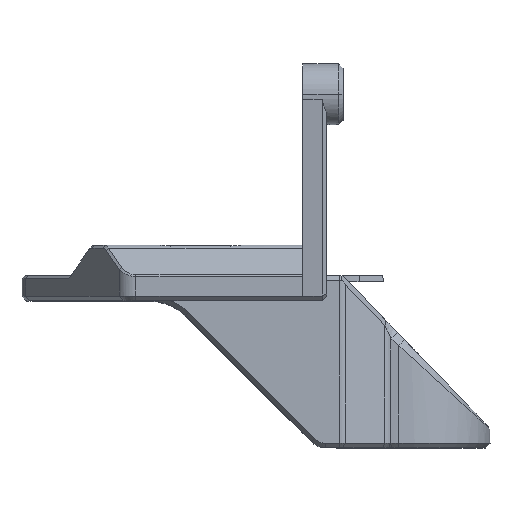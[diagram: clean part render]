
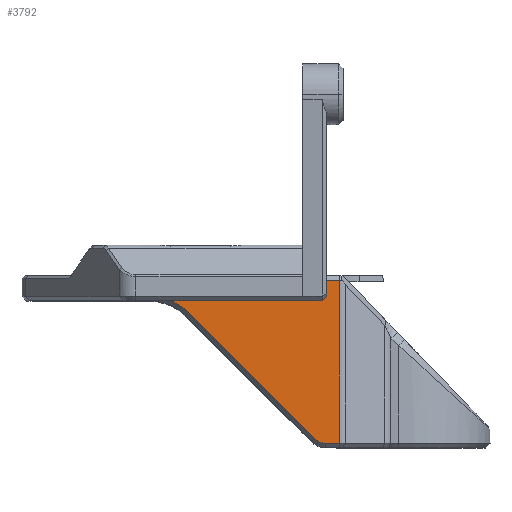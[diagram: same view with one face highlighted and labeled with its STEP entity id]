
A CAD part, top view. The second image highlights one B-rep face of the part: STEP entity #3792.
In plain terms, the highlighted planar face has unit normal (0, 0, 1).
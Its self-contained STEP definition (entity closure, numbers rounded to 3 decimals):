
#50 = LINE ( 'NONE', #10378, #7235 ) ;
#56 = EDGE_CURVE ( 'NONE', #7633, #14160, #50, .T. ) ;
#503 = DIRECTION ( 'NONE',  ( 0., 0., 1. ) ) ;
#518 = CARTESIAN_POINT ( 'NONE',  ( 43.936, -37.25, 42.633 ) ) ;
#557 = CARTESIAN_POINT ( 'NONE',  ( 29.815, -37.043, 42.633 ) ) ;
#1067 = LINE ( 'NONE', #5361, #12113 ) ;
#1129 = LINE ( 'NONE', #17549, #8339 ) ;
#1440 = CARTESIAN_POINT ( 'NONE',  ( 44.386, -35.25, 42.633 ) ) ;
#1846 = CARTESIAN_POINT ( 'NONE',  ( 29.075, -34.75, 42.633 ) ) ;
#2295 = CARTESIAN_POINT ( 'NONE',  ( 29.514, -36.893, 42.633 ) ) ;
#2475 = VECTOR ( 'NONE', #6739, 1000. ) ;
#2569 = ORIENTED_EDGE ( 'NONE', *, *, #18552, .T. ) ;
#3228 = CARTESIAN_POINT ( 'NONE',  ( 44.265, -51.3, 42.633 ) ) ;
#3398 = VERTEX_POINT ( 'NONE', #6628 ) ;
#3508 = ORIENTED_EDGE ( 'NONE', *, *, #16787, .T. ) ;
#3518 = CARTESIAN_POINT ( 'NONE',  ( 18.486, -35.25, 42.633 ) ) ;
#3535 = ORIENTED_EDGE ( 'NONE', *, *, #15111, .T. ) ;
#3749 = EDGE_CURVE ( 'NONE', #3755, #9299, #7101, .T. ) ;
#3755 = VERTEX_POINT ( 'NONE', #1846 ) ;
#3762 = CARTESIAN_POINT ( 'NONE',  ( 29.715, -36.986, 42.633 ) ) ;
#3792 = ADVANCED_FACE ( 'NONE', ( #17889 ), #4779, .T. ) ;
#3987 = EDGE_CURVE ( 'NONE', #9299, #18335, #15053, .T. ) ;
#4388 = CARTESIAN_POINT ( 'NONE',  ( 18.486, -51.3, 42.633 ) ) ;
#4414 = LINE ( 'NONE', #9191, #19158 ) ;
#4423 = CARTESIAN_POINT ( 'NONE',  ( 29.884, -37.087, 42.633 ) ) ;
#4654 = VECTOR ( 'NONE', #7510, 1000. ) ;
#4662 = LINE ( 'NONE', #13582, #4654 ) ;
#4779 = PLANE ( 'NONE',  #7658 ) ;
#5017 = CARTESIAN_POINT ( 'NONE',  ( 25.016, -34.75, 42.633 ) ) ;
#5077 = VERTEX_POINT ( 'NONE', #16752 ) ;
#5083 = CARTESIAN_POINT ( 'NONE',  ( 44.265, -49.75, 42.633 ) ) ;
#5361 = CARTESIAN_POINT ( 'NONE',  ( 18.486, -36.8, 42.633 ) ) ;
#5554 = VECTOR ( 'NONE', #15583, 1000. ) ;
#5581 = VERTEX_POINT ( 'NONE', #3228 ) ;
#5623 = EDGE_CURVE ( 'NONE', #3398, #14326, #4414, .T. ) ;
#5774 = VECTOR ( 'NONE', #15523, 1000. ) ;
#5946 = LINE ( 'NONE', #4388, #14220 ) ;
#6064 = VERTEX_POINT ( 'NONE', #1440 ) ;
#6212 = VERTEX_POINT ( 'NONE', #13574 ) ;
#6249 = CARTESIAN_POINT ( 'NONE',  ( 25.016, -51.75, 42.633 ) ) ;
#6311 = CARTESIAN_POINT ( 'NONE',  ( 29.509, -36.89, 42.633 ) ) ;
#6351 = EDGE_CURVE ( 'NONE', #13305, #10256, #1129, .T. ) ;
#6431 = VECTOR ( 'NONE', #12157, 1000. ) ;
#6628 = CARTESIAN_POINT ( 'NONE',  ( 44.386, -36.8, 42.633 ) ) ;
#6701 = CARTESIAN_POINT ( 'NONE',  ( 29.552, -36.908, 42.633 ) ) ;
#6715 = AXIS2_PLACEMENT_3D ( 'NONE', #5083, #503, #12262 ) ;
#6739 = DIRECTION ( 'NONE',  ( 0.707, -0.707, 0. ) ) ;
#6894 = ORIENTED_EDGE ( 'NONE', *, *, #7818, .F. ) ;
#7101 = LINE ( 'NONE', #9647, #5774 ) ;
#7235 = VECTOR ( 'NONE', #18913, 1000. ) ;
#7335 = EDGE_LOOP ( 'NONE', ( #17081, #15522, #3508, #15300, #10966, #10252, #7536, #8191, #3535, #2569, #11746, #16953, #9083, #6894, #12124 ) ) ;
#7454 = CIRCLE ( 'NONE', #9308, 5.45 ) ;
#7510 = DIRECTION ( 'NONE',  ( 0., 1., 0. ) ) ;
#7526 = CARTESIAN_POINT ( 'NONE',  ( 25.016, -36.8, 42.633 ) ) ;
#7536 = ORIENTED_EDGE ( 'NONE', *, *, #15086, .T. ) ;
#7633 = VERTEX_POINT ( 'NONE', #12018 ) ;
#7658 = AXIS2_PLACEMENT_3D ( 'NONE', #7724, #13604, #9075 ) ;
#7724 = CARTESIAN_POINT ( 'NONE',  ( 18.486, -51.75, 42.633 ) ) ;
#7818 = EDGE_CURVE ( 'NONE', #3398, #6064, #17056, .T. ) ;
#7880 = CARTESIAN_POINT ( 'NONE',  ( 29.605, -36.932, 42.633 ) ) ;
#7979 = CARTESIAN_POINT ( 'NONE',  ( 29.884, -37.087, 42.633 ) ) ;
#8081 = CARTESIAN_POINT ( 'NONE',  ( 29.353, -36.829, 42.633 ) ) ;
#8191 = ORIENTED_EDGE ( 'NONE', *, *, #13122, .T. ) ;
#8339 = VECTOR ( 'NONE', #14714, 1000. ) ;
#8765 = CARTESIAN_POINT ( 'NONE',  ( 17.486, -37.25, 42.633 ) ) ;
#9075 = DIRECTION ( 'NONE',  ( 1., 0., 0. ) ) ;
#9083 = ORIENTED_EDGE ( 'NONE', *, *, #18708, .F. ) ;
#9191 = CARTESIAN_POINT ( 'NONE',  ( 44.386, -36.8, 42.633 ) ) ;
#9299 = VERTEX_POINT ( 'NONE', #5017 ) ;
#9308 = AXIS2_PLACEMENT_3D ( 'NONE', #15699, #10110, #15990 ) ;
#9647 = CARTESIAN_POINT ( 'NONE',  ( 17.486, -34.75, 42.633 ) ) ;
#9901 = VERTEX_POINT ( 'NONE', #14697 ) ;
#10110 = DIRECTION ( 'NONE',  ( 0., 0., -1. ) ) ;
#10252 = ORIENTED_EDGE ( 'NONE', *, *, #3987, .T. ) ;
#10256 = VERTEX_POINT ( 'NONE', #13035 ) ;
#10335 = DIRECTION ( 'NONE',  ( 1., 0., 0. ) ) ;
#10378 = CARTESIAN_POINT ( 'NONE',  ( 18.005, -29.615, 42.633 ) ) ;
#10426 = CIRCLE ( 'NONE', #6715, 1.55 ) ;
#10822 = DIRECTION ( 'NONE',  ( 1., 0., 0. ) ) ;
#10966 = ORIENTED_EDGE ( 'NONE', *, *, #3749, .T. ) ;
#11091 = EDGE_CURVE ( 'NONE', #7633, #14326, #17758, .T. ) ;
#11102 = LINE ( 'NONE', #13017, #2475 ) ;
#11746 = ORIENTED_EDGE ( 'NONE', *, *, #12386, .T. ) ;
#12018 = CARTESIAN_POINT ( 'NONE',  ( 30.145, -37.25, 42.633 ) ) ;
#12020 = CARTESIAN_POINT ( 'NONE',  ( 45.678, -51.3, 42.633 ) ) ;
#12102 = VECTOR ( 'NONE', #17857, 1000. ) ;
#12113 = VECTOR ( 'NONE', #18857, 1000. ) ;
#12124 = ORIENTED_EDGE ( 'NONE', *, *, #5623, .T. ) ;
#12157 = DIRECTION ( 'NONE',  ( 0., -1., 0. ) ) ;
#12262 = DIRECTION ( 'NONE',  ( 1., 0., 0. ) ) ;
#12386 = EDGE_CURVE ( 'NONE', #5581, #13305, #5946, .T. ) ;
#13017 = CARTESIAN_POINT ( 'NONE',  ( 31.279, -38.957, 42.633 ) ) ;
#13035 = CARTESIAN_POINT ( 'NONE',  ( 45.678, -35.25, 42.633 ) ) ;
#13122 = EDGE_CURVE ( 'NONE', #18090, #5077, #7454, .T. ) ;
#13305 = VERTEX_POINT ( 'NONE', #12020 ) ;
#13574 = CARTESIAN_POINT ( 'NONE',  ( 43.169, -50.846, 42.633 ) ) ;
#13582 = CARTESIAN_POINT ( 'NONE',  ( 29.075, -51.75, 42.633 ) ) ;
#13604 = DIRECTION ( 'NONE',  ( 0., 0., 1. ) ) ;
#13619 = LINE ( 'NONE', #3518, #15979 ) ;
#14160 = VERTEX_POINT ( 'NONE', #4423 ) ;
#14220 = VECTOR ( 'NONE', #10335, 1000. ) ;
#14326 = VERTEX_POINT ( 'NONE', #518 ) ;
#14463 = EDGE_CURVE ( 'NONE', #9901, #3755, #4662, .T. ) ;
#14697 = CARTESIAN_POINT ( 'NONE',  ( 29.075, -36.8, 42.633 ) ) ;
#14714 = DIRECTION ( 'NONE',  ( 0., 1., 0. ) ) ;
#15053 = LINE ( 'NONE', #6249, #6431 ) ;
#15069 = DIRECTION ( 'NONE',  ( -0.707, -0.707, 0. ) ) ;
#15086 = EDGE_CURVE ( 'NONE', #18335, #18090, #1067, .T. ) ;
#15111 = EDGE_CURVE ( 'NONE', #5077, #6212, #11102, .T. ) ;
#15300 = ORIENTED_EDGE ( 'NONE', *, *, #14463, .T. ) ;
#15405 = CARTESIAN_POINT ( 'NONE',  ( 29.212, -36.8, 42.633 ) ) ;
#15522 = ORIENTED_EDGE ( 'NONE', *, *, #56, .T. ) ;
#15523 = DIRECTION ( 'NONE',  ( -1., 0., 0. ) ) ;
#15583 = DIRECTION ( 'NONE',  ( 0., 1., 0. ) ) ;
#15699 = CARTESIAN_POINT ( 'NONE',  ( 26.865, -42.25, 42.633 ) ) ;
#15841 = CARTESIAN_POINT ( 'NONE',  ( 26.865, -36.8, 42.633 ) ) ;
#15979 = VECTOR ( 'NONE', #10822, 1000. ) ;
#15990 = DIRECTION ( 'NONE',  ( 1., 0., 0. ) ) ;
#16752 = CARTESIAN_POINT ( 'NONE',  ( 30.719, -38.397, 42.633 ) ) ;
#16787 = EDGE_CURVE ( 'NONE', #14160, #9901, #19177, .T. ) ;
#16953 = ORIENTED_EDGE ( 'NONE', *, *, #6351, .T. ) ;
#17056 = LINE ( 'NONE', #18516, #5554 ) ;
#17081 = ORIENTED_EDGE ( 'NONE', *, *, #11091, .F. ) ;
#17549 = CARTESIAN_POINT ( 'NONE',  ( 45.678, -51.75, 42.633 ) ) ;
#17758 = LINE ( 'NONE', #8765, #12102 ) ;
#17857 = DIRECTION ( 'NONE',  ( 1., 0., 0. ) ) ;
#17889 = FACE_OUTER_BOUND ( 'NONE', #7335, .T. ) ;
#18090 = VERTEX_POINT ( 'NONE', #15841 ) ;
#18335 = VERTEX_POINT ( 'NONE', #7526 ) ;
#18340 = CARTESIAN_POINT ( 'NONE',  ( 29.075, -36.8, 42.633 ) ) ;
#18516 = CARTESIAN_POINT ( 'NONE',  ( 44.386, -35.75, 42.633 ) ) ;
#18528 = CARTESIAN_POINT ( 'NONE',  ( 29.529, -36.899, 42.633 ) ) ;
#18552 = EDGE_CURVE ( 'NONE', #6212, #5581, #10426, .T. ) ;
#18708 = EDGE_CURVE ( 'NONE', #6064, #10256, #13619, .T. ) ;
#18857 = DIRECTION ( 'NONE',  ( 1., 0., 0. ) ) ;
#18913 = DIRECTION ( 'NONE',  ( -0.846, 0.532, 0. ) ) ;
#19158 = VECTOR ( 'NONE', #15069, 1000. ) ;
#19177 = B_SPLINE_CURVE_WITH_KNOTS ( 'NONE', 3,
 ( #7979, #557, #3762, #7880, #6701, #18528, #2295, #6311, #8081, #15405, #18340 ),
 .UNSPECIFIED., .F., .F.,
 ( 4, 1, 1, 1, 2, 2, 4 ),
 ( 0., 0.25, 0.375, 0.437, 0.469, 0.5, 1. ),
 .UNSPECIFIED. ) ;
